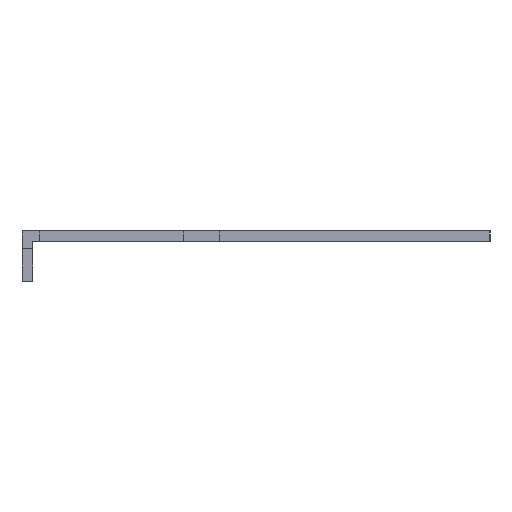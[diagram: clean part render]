
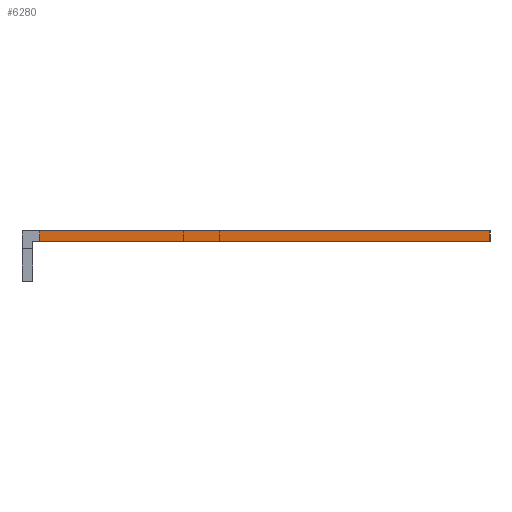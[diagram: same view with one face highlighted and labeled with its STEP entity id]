
A CAD part, left-side view. The second image highlights one B-rep face of the part: STEP entity #6280.
In plain terms, the highlighted planar face has unit normal (-1, 0, 0).
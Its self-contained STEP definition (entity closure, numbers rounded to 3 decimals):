
#212 = EDGE_CURVE ( 'NONE', #11666, #11991, #11076, .T. ) ;
#967 = DIRECTION ( 'NONE',  ( 0., 0., 1. ) ) ;
#1263 = AXIS2_PLACEMENT_3D ( 'NONE', #8121, #14154, #967 ) ;
#2007 = ORIENTED_EDGE ( 'NONE', *, *, #212, .T. ) ;
#2568 = VECTOR ( 'NONE', #15053, 1000. ) ;
#2720 = CARTESIAN_POINT ( 'NONE',  ( 0., 62.5, 0. ) ) ;
#2908 = DIRECTION ( 'NONE',  ( 0., 1., 0. ) ) ;
#3292 = VECTOR ( 'NONE', #8878, 1000. ) ;
#3405 = EDGE_CURVE ( 'NONE', #13827, #11666, #9954, .T. ) ;
#3444 = PLANE ( 'NONE',  #1263 ) ;
#3989 = EDGE_CURVE ( 'NONE', #11991, #15280, #12090, .T. ) ;
#4174 = DIRECTION ( 'NONE',  ( 0., 0., -1. ) ) ;
#4201 = CARTESIAN_POINT ( 'NONE',  ( 0., 62.5, -1.5 ) ) ;
#4346 = CARTESIAN_POINT ( 'NONE',  ( 0., 0., -1.5 ) ) ;
#5078 = ORIENTED_EDGE ( 'NONE', *, *, #3405, .T. ) ;
#5664 = VECTOR ( 'NONE', #2908, 1000. ) ;
#5740 = ORIENTED_EDGE ( 'NONE', *, *, #12609, .F. ) ;
#6280 = ADVANCED_FACE ( 'NONE', ( #10520 ), #3444, .T. ) ;
#6930 = CARTESIAN_POINT ( 'NONE',  ( 0., 0., 0. ) ) ;
#8121 = CARTESIAN_POINT ( 'NONE',  ( 0., 63.5, -2.5 ) ) ;
#8878 = DIRECTION ( 'NONE',  ( 0., 0., 1. ) ) ;
#9833 = VECTOR ( 'NONE', #4174, 1000. ) ;
#9954 = LINE ( 'NONE', #4346, #3292 ) ;
#10520 = FACE_OUTER_BOUND ( 'NONE', #11017, .T. ) ;
#10977 = CARTESIAN_POINT ( 'NONE',  ( 0., 0., -1.5 ) ) ;
#11017 = EDGE_LOOP ( 'NONE', ( #2007, #11191, #5740, #5078 ) ) ;
#11076 = LINE ( 'NONE', #13825, #2568 ) ;
#11191 = ORIENTED_EDGE ( 'NONE', *, *, #3989, .T. ) ;
#11666 = VERTEX_POINT ( 'NONE', #6930 ) ;
#11991 = VERTEX_POINT ( 'NONE', #2720 ) ;
#12090 = LINE ( 'NONE', #13488, #9833 ) ;
#12609 = EDGE_CURVE ( 'NONE', #13827, #15280, #13841, .T. ) ;
#13258 = CARTESIAN_POINT ( 'NONE',  ( 0., 0., -1.5 ) ) ;
#13488 = CARTESIAN_POINT ( 'NONE',  ( 0., 62.5, 0. ) ) ;
#13825 = CARTESIAN_POINT ( 'NONE',  ( 0., 0., 0. ) ) ;
#13827 = VERTEX_POINT ( 'NONE', #13258 ) ;
#13841 = LINE ( 'NONE', #10977, #5664 ) ;
#14154 = DIRECTION ( 'NONE',  ( -1., 0., 0. ) ) ;
#15053 = DIRECTION ( 'NONE',  ( 0., 1., 0. ) ) ;
#15280 = VERTEX_POINT ( 'NONE', #4201 ) ;
